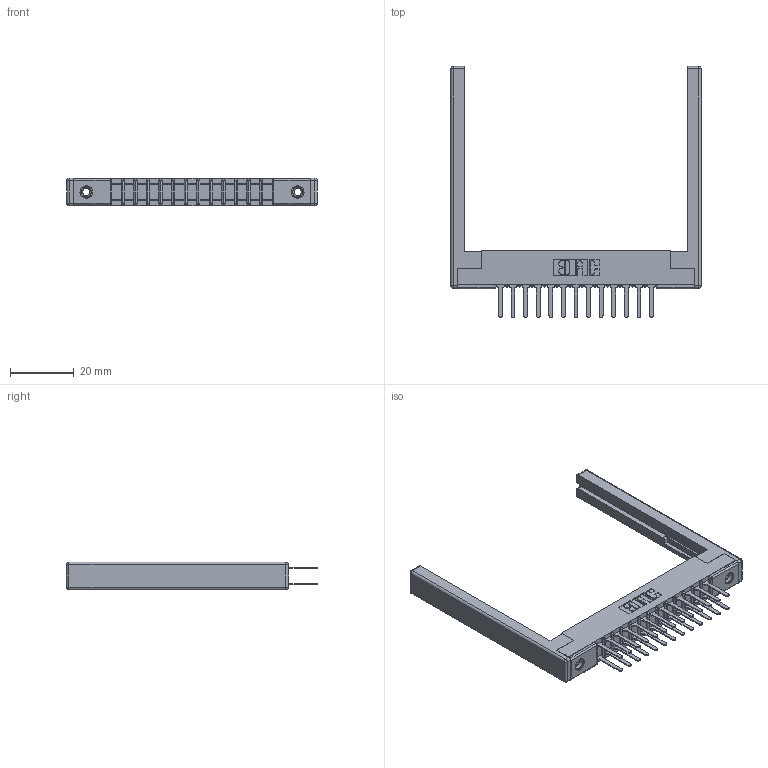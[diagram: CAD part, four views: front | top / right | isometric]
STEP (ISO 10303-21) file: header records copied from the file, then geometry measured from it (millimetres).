
FILE_DESCRIPTION (( 'STEP AP203' ), '1' );
FILE_NAME ('307-026-422-268.STEP', '2020-09-29T06:14:12', ( '' ), ( '' ), 'SwSTEP 2.0', 'SolidWorks 2020', '' );
FILE_SCHEMA (( 'CONFIG_CONTROL_DESIGN' ));
Length unit declared in the file: inch
Products named in the file (5): 307-026-422-268; 345-250-001_345-250-001-102; 307 Part_.156 Dia Mounting Holes; 307-290-001_522; 307-220-068
Assembly tree (31 placements, depth 2):
  307-026-422-268
    307 Part_.156 Dia Mounting Holes
    307-290-001_522  x26
    307-220-068  x2
    345-250-001_345-250-001-102  x2
Bounding box: 78.94 x 79.07 x 8.71 mm (x, y, z)
Volume: 9782.2 mm3; surface area: 13088.8 mm2
Topology: 31 solids, 31 shells, 1482 faces, 4093 edges, 2634 vertices
Faces by surface type: plane 964, cylinder 466, sphere 36, cone 12, torus 4
Entity records: 17863 total; most frequent: CARTESIAN_POINT 2906, DIRECTION 2874, ORIENTED_EDGE 2868, EDGE_CURVE 1434, VECTOR 1086, LINE 1086, VERTEX_POINT 926, AXIS2_PLACEMENT_3D 894
